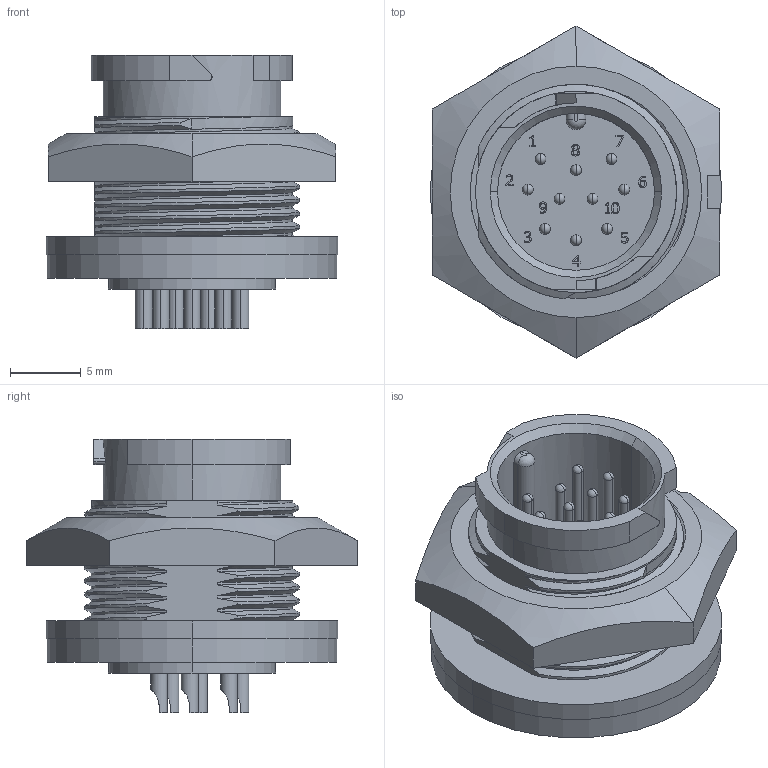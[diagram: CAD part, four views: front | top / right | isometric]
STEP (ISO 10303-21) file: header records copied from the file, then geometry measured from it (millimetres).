
FILE_DESCRIPTION (( 'STEP AP203' ), '1' );
FILE_NAME ('W7882-10PG-P-3ES.STEP', '2021-03-29T13:29:33', ( '' ), ( '' ), 'SwSTEP 2.0', 'SolidWorks 2020', '' );
FILE_SCHEMA (( 'CONFIG_CONTROL_DESIGN' ));
Length unit declared in the file: inch
Products named in the file (1): W7882-10PG-P-3ES
Bounding box: 20.62 x 23.46 x 19.3 mm (x, y, z)
Volume: 2825.8 mm3; surface area: 3046.5 mm2
Topology: 2 solids, 2 shells, 405 faces, 1106 edges, 728 vertices
Faces by surface type: bspline 141, plane 138, cylinder 101, sphere 20, cone 4, torus 1
Entity records: 30834 total; most frequent: CARTESIAN_POINT 21883, ORIENTED_EDGE 2132, DIRECTION 1362, EDGE_CURVE 1066, VERTEX_POINT 708, VECTOR 522, LINE 522, EDGE_LOOP 450
